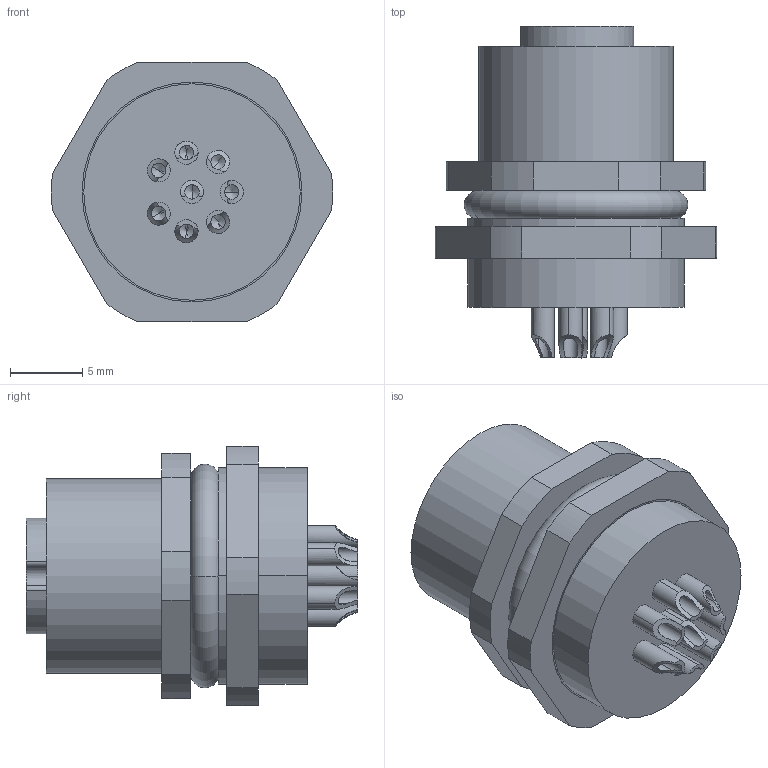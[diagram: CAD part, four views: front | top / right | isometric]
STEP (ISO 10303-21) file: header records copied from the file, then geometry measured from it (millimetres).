
FILE_DESCRIPTION((''),'2;1');
FILE_NAME('3D_1630083241002_M12-F08A-BK-PG','2023-12-25T',('13531'),(''),'PRO/ENGINEER BY PARAMETRIC TECHNOLOGY CORPORATION, 2012480','PRO/ENGINEER BY PARAMETRIC TECHNOLOGY CORPORATION, 2012480','');
FILE_SCHEMA(('CONFIG_CONTROL_DESIGN'));
Length unit declared in the file: millimetre
Products named in the file (1): 3D_1630083241002_M12-F08A-BK-PG
Bounding box: 19.48 x 23 x 18 mm (x, y, z)
Volume: 3039.1 mm3; surface area: 2729 mm2
Topology: 1 solids, 2 shells, 358 faces, 958 edges, 631 vertices
Faces by surface type: extrusion 110, plane 108, cylinder 86, cone 48, torus 6
Entity records: 12242 total; most frequent: CARTESIAN_POINT 3576, ORIENTED_EDGE 1880, DIRECTION 1535, EDGE_CURVE 942, VERTEX_POINT 631, VECTOR 541, AXIS2_PLACEMENT_3D 497, LINE 431
